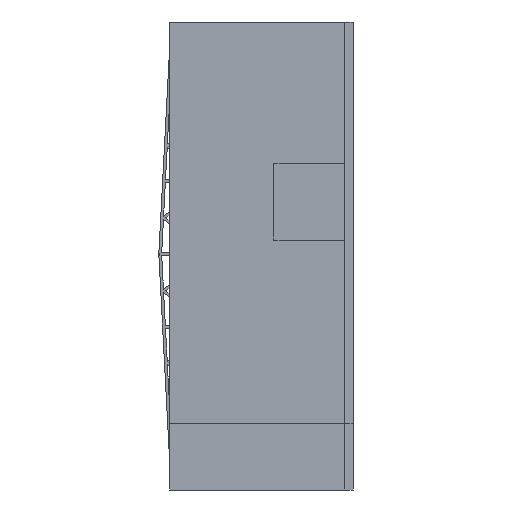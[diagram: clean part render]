
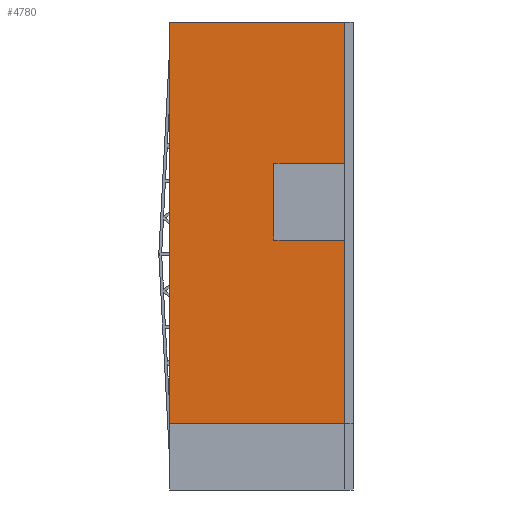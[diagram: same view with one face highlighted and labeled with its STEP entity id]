
A CAD part, left-side view. The second image highlights one B-rep face of the part: STEP entity #4780.
In plain terms, the highlighted planar face has unit normal (-1, 0, 0).
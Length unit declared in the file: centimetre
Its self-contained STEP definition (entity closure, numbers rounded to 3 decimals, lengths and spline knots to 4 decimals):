
#265=FACE_OUTER_BOUND('',#507,.T.);
#507=EDGE_LOOP('',(#3389,#3390,#3391,#3392,#3393,#3394,#3395,#3396));
#911=LINE('',#6773,#1565);
#913=LINE('',#6779,#1567);
#916=LINE('',#6784,#1570);
#918=LINE('',#6788,#1572);
#924=LINE('',#6799,#1578);
#934=LINE('',#6819,#1588);
#935=LINE('',#6821,#1589);
#936=LINE('',#6822,#1590);
#1565=VECTOR('',#5510,1.);
#1567=VECTOR('',#5514,1.);
#1570=VECTOR('',#5519,1.);
#1572=VECTOR('',#5523,1.);
#1578=VECTOR('',#5529,1.);
#1588=VECTOR('',#5541,1.);
#1589=VECTOR('',#5542,1.);
#1590=VECTOR('',#5543,1.);
#2169=VERTEX_POINT('',#6767);
#2171=VERTEX_POINT('',#6771);
#2172=VERTEX_POINT('',#6775);
#2174=VERTEX_POINT('',#6778);
#2176=VERTEX_POINT('',#6787);
#2181=VERTEX_POINT('',#6797);
#2190=VERTEX_POINT('',#6818);
#2191=VERTEX_POINT('',#6820);
#2656=EDGE_CURVE('',#2169,#2171,#911,.T.);
#2658=EDGE_CURVE('',#2174,#2172,#913,.T.);
#2661=EDGE_CURVE('',#2171,#2174,#916,.T.);
#2663=EDGE_CURVE('',#2169,#2176,#918,.T.);
#2669=EDGE_CURVE('',#2181,#2172,#924,.T.);
#2679=EDGE_CURVE('',#2181,#2190,#934,.T.);
#2680=EDGE_CURVE('',#2191,#2190,#935,.T.);
#2681=EDGE_CURVE('',#2176,#2191,#936,.T.);
#3389=ORIENTED_EDGE('',*,*,#2656,.T.);
#3390=ORIENTED_EDGE('',*,*,#2661,.T.);
#3391=ORIENTED_EDGE('',*,*,#2658,.T.);
#3392=ORIENTED_EDGE('',*,*,#2669,.F.);
#3393=ORIENTED_EDGE('',*,*,#2679,.T.);
#3394=ORIENTED_EDGE('',*,*,#2680,.F.);
#3395=ORIENTED_EDGE('',*,*,#2681,.F.);
#3396=ORIENTED_EDGE('',*,*,#2663,.F.);
#4539=PLANE('',#5035);
#4780=ADVANCED_FACE('',(#265),#4539,.T.);
#5035=AXIS2_PLACEMENT_3D('',#6817,#5539,#5540);
#5510=DIRECTION('',(0.,1.,0.));
#5514=DIRECTION('',(0.,-1.,0.));
#5519=DIRECTION('',(0.,0.,1.));
#5523=DIRECTION('',(0.,0.,-1.));
#5529=DIRECTION('',(0.,0.,-1.));
#5539=DIRECTION('center_axis',(-1.,0.,0.));
#5540=DIRECTION('ref_axis',(0.,0.,1.));
#5541=DIRECTION('',(0.,1.,0.));
#5542=DIRECTION('',(0.,0.,1.));
#5543=DIRECTION('',(0.,1.,0.));
#6767=CARTESIAN_POINT('',(0.,0.,-771.));
#6771=CARTESIAN_POINT('',(0.,250.,-771.));
#6773=CARTESIAN_POINT('',(0.,0.,-771.));
#6775=CARTESIAN_POINT('',(0.,0.,-500.));
#6778=CARTESIAN_POINT('',(0.,250.,-500.));
#6779=CARTESIAN_POINT('',(0.,0.,-500.));
#6784=CARTESIAN_POINT('',(0.,250.,-1027.75));
#6787=CARTESIAN_POINT('',(0.,0.,-1420.));
#6788=CARTESIAN_POINT('',(0.,0.,0.));
#6797=CARTESIAN_POINT('',(0.,0.,0.));
#6799=CARTESIAN_POINT('',(0.,0.,0.));
#6817=CARTESIAN_POINT('Origin',(0.,0.,-1420.));
#6818=CARTESIAN_POINT('',(0.,619.,0.));
#6819=CARTESIAN_POINT('',(0.,0.,0.));
#6820=CARTESIAN_POINT('',(0.,619.,-1420.));
#6821=CARTESIAN_POINT('',(0.,619.,0.));
#6822=CARTESIAN_POINT('',(0.,0.,-1420.));
